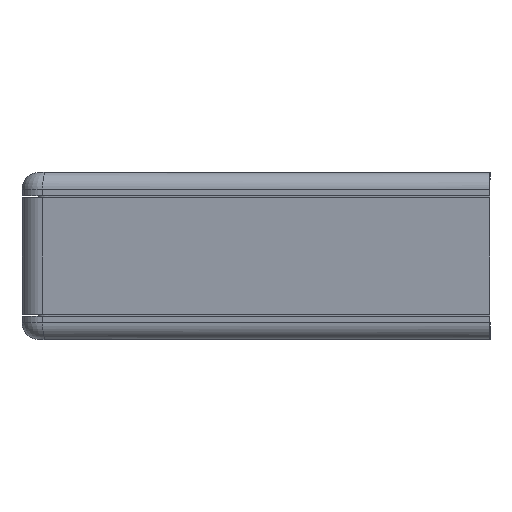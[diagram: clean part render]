
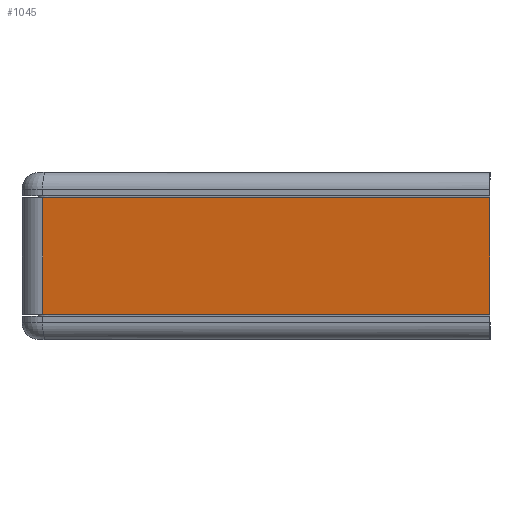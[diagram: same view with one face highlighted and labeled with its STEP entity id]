
A CAD part, left-side view. The second image highlights one B-rep face of the part: STEP entity #1045.
In plain terms, the highlighted planar face has unit normal (-0.984, 0.176, 0).
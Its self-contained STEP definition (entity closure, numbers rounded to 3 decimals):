
#15 = DIRECTION ( 'NONE',  ( 0.176, 0.984, 0. ) ) ;
#43 = DIRECTION ( 'NONE',  ( 0.176, 0.984, 0. ) ) ;
#146 = VERTEX_POINT ( 'NONE', #2179 ) ;
#295 = VERTEX_POINT ( 'NONE', #904 ) ;
#358 = ORIENTED_EDGE ( 'NONE', *, *, #1167, .T. ) ;
#464 = EDGE_CURVE ( 'NONE', #1774, #146, #2732, .T. ) ;
#494 = AXIS2_PLACEMENT_3D ( 'NONE', #848, #1955, #15 ) ;
#609 = LINE ( 'NONE', #2378, #1229 ) ;
#685 = EDGE_CURVE ( 'NONE', #146, #295, #609, .T. ) ;
#695 = CARTESIAN_POINT ( 'NONE',  ( -127.179, -29., 3.5 ) ) ;
#767 = CARTESIAN_POINT ( 'NONE',  ( -122.221, -1.236, 5. ) ) ;
#778 = CARTESIAN_POINT ( 'NONE',  ( -127., -28., 5. ) ) ;
#832 = DIRECTION ( 'NONE',  ( 0.176, 0.984, 0. ) ) ;
#848 = CARTESIAN_POINT ( 'NONE',  ( -122.221, -1.236, 5. ) ) ;
#850 = ORIENTED_EDGE ( 'NONE', *, *, #464, .F. ) ;
#894 = VECTOR ( 'NONE', #43, 1000. ) ;
#904 = CARTESIAN_POINT ( 'NONE',  ( -122.221, -1.236, -3.5 ) ) ;
#1045 = ADVANCED_FACE ( 'NONE', ( #2354 ), #1301, .F. ) ;
#1128 = LINE ( 'NONE', #695, #894 ) ;
#1167 = EDGE_CURVE ( 'NONE', #1774, #1661, #1128, .T. ) ;
#1229 = VECTOR ( 'NONE', #832, 1000. ) ;
#1301 = PLANE ( 'NONE',  #494 ) ;
#1370 = LINE ( 'NONE', #767, #2751 ) ;
#1505 = EDGE_LOOP ( 'NONE', ( #2704, #2190, #850, #358 ) ) ;
#1661 = VERTEX_POINT ( 'NONE', #2419 ) ;
#1774 = VERTEX_POINT ( 'NONE', #2652 ) ;
#1909 = VECTOR ( 'NONE', #2755, 1000. ) ;
#1955 = DIRECTION ( 'NONE',  ( 0.984, -0.176, 0. ) ) ;
#2179 = CARTESIAN_POINT ( 'NONE',  ( -127., -28., -3.5 ) ) ;
#2190 = ORIENTED_EDGE ( 'NONE', *, *, #685, .F. ) ;
#2302 = EDGE_CURVE ( 'NONE', #1661, #295, #1370, .T. ) ;
#2354 = FACE_OUTER_BOUND ( 'NONE', #1505, .T. ) ;
#2378 = CARTESIAN_POINT ( 'NONE',  ( -127.179, -29., -3.5 ) ) ;
#2419 = CARTESIAN_POINT ( 'NONE',  ( -122.221, -1.236, 3.5 ) ) ;
#2652 = CARTESIAN_POINT ( 'NONE',  ( -127., -28., 3.5 ) ) ;
#2664 = DIRECTION ( 'NONE',  ( 0., 0., -1. ) ) ;
#2704 = ORIENTED_EDGE ( 'NONE', *, *, #2302, .T. ) ;
#2732 = LINE ( 'NONE', #778, #1909 ) ;
#2751 = VECTOR ( 'NONE', #2664, 1000. ) ;
#2755 = DIRECTION ( 'NONE',  ( 0., 0., -1. ) ) ;
